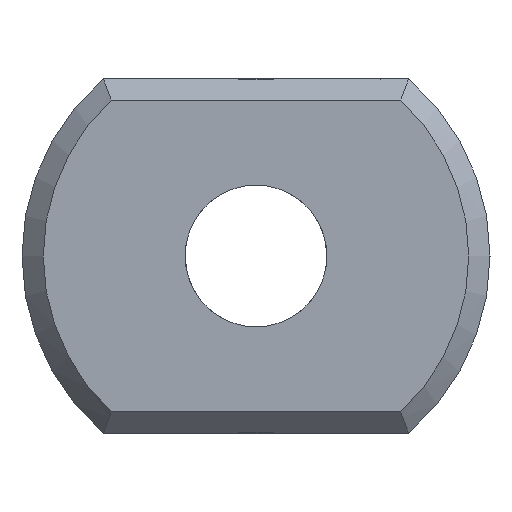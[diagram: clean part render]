
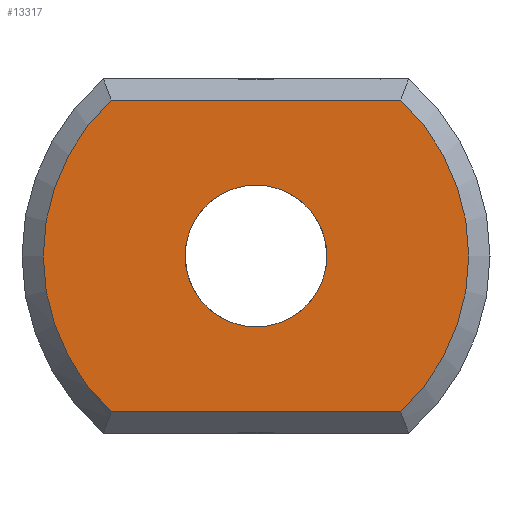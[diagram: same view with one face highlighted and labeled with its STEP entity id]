
A CAD part, left-side view. The second image highlights one B-rep face of the part: STEP entity #13317.
In plain terms, the highlighted planar face has unit normal (-1, 0, 0).
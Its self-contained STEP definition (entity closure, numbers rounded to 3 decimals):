
#3327 = VERTEX_POINT('',#3328);
#3328 = CARTESIAN_POINT('',(0.,-2.04,2.2));
#3337 = VERTEX_POINT('',#3338);
#3338 = CARTESIAN_POINT('',(0.,-2.04,-2.2));
#3345 = EDGE_CURVE('',#3327,#3337,#3346,.T.);
#3346 = CIRCLE('',#3347,3.);
#3347 = AXIS2_PLACEMENT_3D('',#3348,#3349,#3350);
#3348 = CARTESIAN_POINT('',(0.,0.,0.));
#3349 = DIRECTION('',(1.,0.,0.));
#3350 = DIRECTION('',(0.,-0.653,0.758)
  );
#3644 = VERTEX_POINT('',#3645);
#3645 = CARTESIAN_POINT('',(0.,2.04,2.2));
#3652 = EDGE_CURVE('',#3327,#3644,#3653,.T.);
#3653 = LINE('',#3654,#3655);
#3654 = CARTESIAN_POINT('',(0.,-2.154,2.2));
#3655 = VECTOR('',#3656,1.);
#3656 = DIRECTION('',(0.,1.,0.));
#13317 = ADVANCED_FACE('',(#13318,#13337),#13348,.F.);
#13318 = FACE_BOUND('',#13319,.F.);
#13319 = EDGE_LOOP('',(#13320,#13329,#13330,#13331));
#13320 = ORIENTED_EDGE('',*,*,#13321,.T.);
#13321 = EDGE_CURVE('',#13322,#3644,#13324,.T.);
#13322 = VERTEX_POINT('',#13323);
#13323 = CARTESIAN_POINT('',(0.,2.04,-2.2));
#13324 = CIRCLE('',#13325,3.);
#13325 = AXIS2_PLACEMENT_3D('',#13326,#13327,#13328);
#13326 = CARTESIAN_POINT('',(0.,0.,0.));
#13327 = DIRECTION('',(1.,0.,0.));
#13328 = DIRECTION('',(0.,0.653,-0.758)
  );
#13329 = ORIENTED_EDGE('',*,*,#3652,.F.);
#13330 = ORIENTED_EDGE('',*,*,#3345,.T.);
#13331 = ORIENTED_EDGE('',*,*,#13332,.T.);
#13332 = EDGE_CURVE('',#3337,#13322,#13333,.T.);
#13333 = LINE('',#13334,#13335);
#13334 = CARTESIAN_POINT('',(0.,-2.154,-2.2));
#13335 = VECTOR('',#13336,1.);
#13336 = DIRECTION('',(0.,1.,0.));
#13337 = FACE_BOUND('',#13338,.T.);
#13338 = EDGE_LOOP('',(#13339));
#13339 = ORIENTED_EDGE('',*,*,#13340,.T.);
#13340 = EDGE_CURVE('',#13341,#13341,#13343,.T.);
#13341 = VERTEX_POINT('',#13342);
#13342 = CARTESIAN_POINT('',(0.,1.,0.)
  );
#13343 = CIRCLE('',#13344,1.);
#13344 = AXIS2_PLACEMENT_3D('',#13345,#13346,#13347);
#13345 = CARTESIAN_POINT('',(0.,0.,0.));
#13346 = DIRECTION('',(1.,0.,0.));
#13347 = DIRECTION('',(0.,1.,0.));
#13348 = PLANE('',#13349);
#13349 = AXIS2_PLACEMENT_3D('',#13350,#13351,#13352);
#13350 = CARTESIAN_POINT('',(0.,0.,0.));
#13351 = DIRECTION('',(1.,0.,0.));
#13352 = DIRECTION('',(0.,0.,1.));
